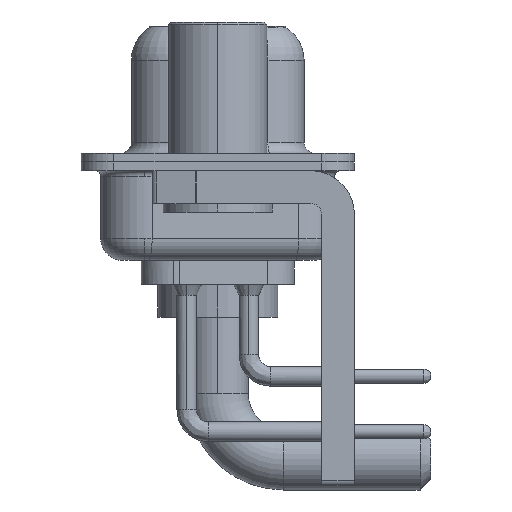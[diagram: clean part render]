
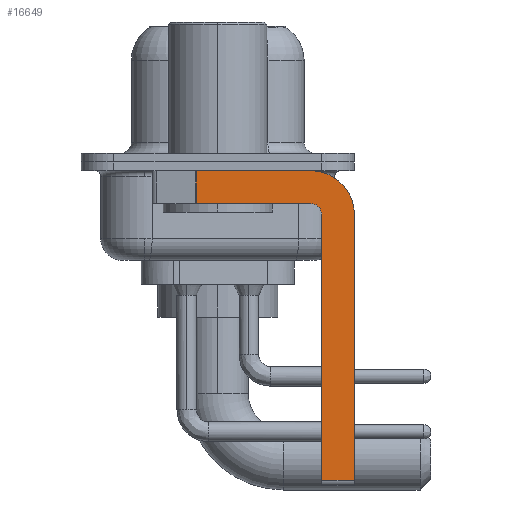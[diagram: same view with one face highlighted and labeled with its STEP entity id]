
A CAD part, left-side view. The second image highlights one B-rep face of the part: STEP entity #16649.
In plain terms, the highlighted planar face has unit normal (-1, 0, 0).
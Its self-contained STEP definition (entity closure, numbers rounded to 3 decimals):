
#22 = CARTESIAN_POINT ( 'NONE',  ( -2.9, -4.75, -14.8 ) ) ;
#727 = VERTEX_POINT ( 'NONE', #20567 ) ;
#856 = VERTEX_POINT ( 'NONE', #4607 ) ;
#932 = CARTESIAN_POINT ( 'NONE',  ( -2.9, -4.25, -2.4 ) ) ;
#1420 = EDGE_CURVE ( 'NONE', #856, #14392, #3364, .T. ) ;
#1454 = DIRECTION ( 'NONE',  ( 1., 0., 0. ) ) ;
#1964 = DIRECTION ( 'NONE',  ( 0., 0., 1. ) ) ;
#2674 = ORIENTED_EDGE ( 'NONE', *, *, #7706, .F. ) ;
#2785 = DIRECTION ( 'NONE',  ( 0., 0., -1. ) ) ;
#2990 = VERTEX_POINT ( 'NONE', #19976 ) ;
#3052 = EDGE_CURVE ( 'NONE', #856, #2990, #15046, .T. ) ;
#3364 = LINE ( 'NONE', #22, #18816 ) ;
#3575 = LINE ( 'NONE', #16643, #5773 ) ;
#3661 = ORIENTED_EDGE ( 'NONE', *, *, #20164, .T. ) ;
#3823 = VERTEX_POINT ( 'NONE', #6632 ) ;
#4167 = VERTEX_POINT ( 'NONE', #19451 ) ;
#4198 = LINE ( 'NONE', #12226, #6671 ) ;
#4289 = AXIS2_PLACEMENT_3D ( 'NONE', #6602, #14940, #1964 ) ;
#4438 = CARTESIAN_POINT ( 'NONE',  ( -2.9, -6.25, -2.4 ) ) ;
#4607 = CARTESIAN_POINT ( 'NONE',  ( -2.9, -4.75, -14.55 ) ) ;
#4780 = ORIENTED_EDGE ( 'NONE', *, *, #1420, .F. ) ;
#4976 = AXIS2_PLACEMENT_3D ( 'NONE', #932, #6002, #2785 ) ;
#5075 = DIRECTION ( 'NONE',  ( 0., 0., 1. ) ) ;
#5558 = EDGE_CURVE ( 'NONE', #3823, #13006, #11942, .T. ) ;
#5773 = VECTOR ( 'NONE', #11499, 1000. ) ;
#6002 = DIRECTION ( 'NONE',  ( 1., 0., 0. ) ) ;
#6276 = DIRECTION ( 'NONE',  ( 0., 0., -1. ) ) ;
#6490 = EDGE_LOOP ( 'NONE', ( #2674, #3661, #10267, #15262, #4780, #12621, #9673, #8236 ) ) ;
#6602 = CARTESIAN_POINT ( 'NONE',  ( -2.9, -4.25, -2.4 ) ) ;
#6632 = CARTESIAN_POINT ( 'NONE',  ( -2.9, -4.25, -1.9 ) ) ;
#6671 = VECTOR ( 'NONE', #18650, 1000. ) ;
#6696 = CIRCLE ( 'NONE', #4289, 0.5 ) ;
#7695 = CARTESIAN_POINT ( 'NONE',  ( -2.9, -4.25, -2.4 ) ) ;
#7706 = EDGE_CURVE ( 'NONE', #20898, #4167, #4198, .T. ) ;
#8039 = AXIS2_PLACEMENT_3D ( 'NONE', #7695, #1454, #20980 ) ;
#8236 = ORIENTED_EDGE ( 'NONE', *, *, #15065, .F. ) ;
#8349 = CARTESIAN_POINT ( 'NONE',  ( -2.9, 0.978, -1.9 ) ) ;
#9673 = ORIENTED_EDGE ( 'NONE', *, *, #12476, .F. ) ;
#10234 = DIRECTION ( 'NONE',  ( 0., 1., 0. ) ) ;
#10267 = ORIENTED_EDGE ( 'NONE', *, *, #5558, .F. ) ;
#11499 = DIRECTION ( 'NONE',  ( 0., 0., -1. ) ) ;
#11942 = LINE ( 'NONE', #13659, #15847 ) ;
#12226 = CARTESIAN_POINT ( 'NONE',  ( -2.9, 3., -0.4 ) ) ;
#12476 = EDGE_CURVE ( 'NONE', #727, #2990, #19105, .T. ) ;
#12621 = ORIENTED_EDGE ( 'NONE', *, *, #3052, .T. ) ;
#12684 = VECTOR ( 'NONE', #17077, 1000. ) ;
#13006 = VERTEX_POINT ( 'NONE', #8349 ) ;
#13340 = CARTESIAN_POINT ( 'NONE',  ( -2.9, -4.25, -14.55 ) ) ;
#13659 = CARTESIAN_POINT ( 'NONE',  ( -2.9, -4.25, -1.9 ) ) ;
#13922 = CARTESIAN_POINT ( 'NONE',  ( -2.9, 0.978, -0.4 ) ) ;
#14392 = VERTEX_POINT ( 'NONE', #14521 ) ;
#14521 = CARTESIAN_POINT ( 'NONE',  ( -2.9, -4.75, -2.4 ) ) ;
#14940 = DIRECTION ( 'NONE',  ( -1., 0., 0. ) ) ;
#15046 = LINE ( 'NONE', #13340, #12684 ) ;
#15065 = EDGE_CURVE ( 'NONE', #4167, #727, #16250, .T. ) ;
#15262 = ORIENTED_EDGE ( 'NONE', *, *, #16908, .F. ) ;
#15847 = VECTOR ( 'NONE', #10234, 1000. ) ;
#16250 = CIRCLE ( 'NONE', #8039, 2. ) ;
#16643 = CARTESIAN_POINT ( 'NONE',  ( -2.9, 0.978, -1.9 ) ) ;
#16649 = ADVANCED_FACE ( 'NONE', ( #20665 ), #20776, .F. ) ;
#16908 = EDGE_CURVE ( 'NONE', #14392, #3823, #6696, .T. ) ;
#17077 = DIRECTION ( 'NONE',  ( 0., -1., 0. ) ) ;
#18191 = VECTOR ( 'NONE', #6276, 1000. ) ;
#18650 = DIRECTION ( 'NONE',  ( 0., -1., 0. ) ) ;
#18816 = VECTOR ( 'NONE', #5075, 1000. ) ;
#19105 = LINE ( 'NONE', #4438, #18191 ) ;
#19451 = CARTESIAN_POINT ( 'NONE',  ( -2.9, -4.25, -0.4 ) ) ;
#19976 = CARTESIAN_POINT ( 'NONE',  ( -2.9, -6.25, -14.55 ) ) ;
#20164 = EDGE_CURVE ( 'NONE', #20898, #13006, #3575, .T. ) ;
#20567 = CARTESIAN_POINT ( 'NONE',  ( -2.9, -6.25, -2.4 ) ) ;
#20665 = FACE_OUTER_BOUND ( 'NONE', #6490, .T. ) ;
#20776 = PLANE ( 'NONE',  #4976 ) ;
#20898 = VERTEX_POINT ( 'NONE', #13922 ) ;
#20980 = DIRECTION ( 'NONE',  ( 0., 0., -1. ) ) ;
